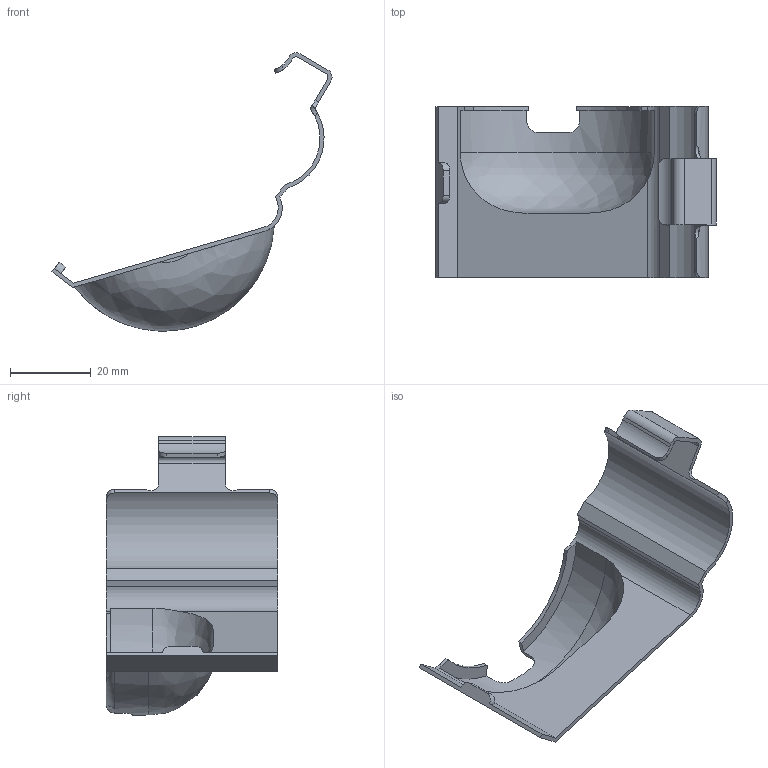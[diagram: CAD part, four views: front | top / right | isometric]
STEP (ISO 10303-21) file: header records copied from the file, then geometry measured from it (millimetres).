
FILE_DESCRIPTION(/* description */ (''),/* implementation_level */ '2;1');
FILE_NAME(/* name */ 'Gearbox Shield.step',/* time_stamp */ '2022-01-02T16:45:00-06:00',/* author */ (''),/* organization */ (''),/* preprocessor_version */ 'ST-DEVELOPER v18.1',/* originating_system */ 'Autodesk Translation Framework v10.10.0.1391',/* authorisation */ '');
FILE_SCHEMA (('AUTOMOTIVE_DESIGN { 1 0 10303 214 3 1 1 }'));
Length unit declared in the file: millimetre
Products named in the file (1): Gearbox Shield
Bounding box: 69.53 x 42.5 x 69.08 mm (x, y, z)
Volume: 4787.3 mm3; surface area: 10613.7 mm2
Topology: 1 solids, 1 shells, 60 faces, 174 edges, 116 vertices
Faces by surface type: plane 30, cylinder 26, bspline 2, torus 2
Entity records: 2235 total; most frequent: CARTESIAN_POINT 615, ORIENTED_EDGE 348, DIRECTION 317, EDGE_CURVE 174, VERTEX_POINT 116, AXIS2_PLACEMENT_3D 108, LINE 101, VECTOR 101
